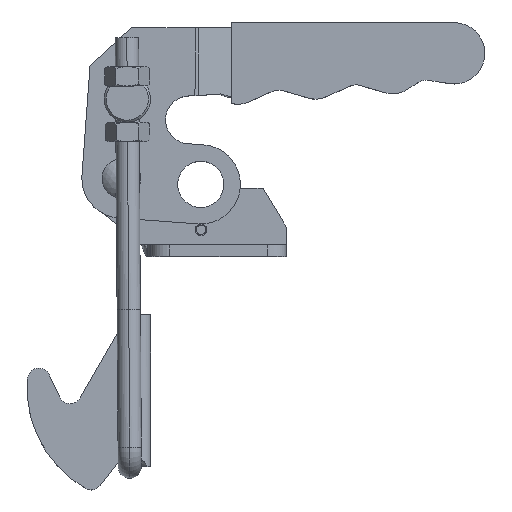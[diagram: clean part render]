
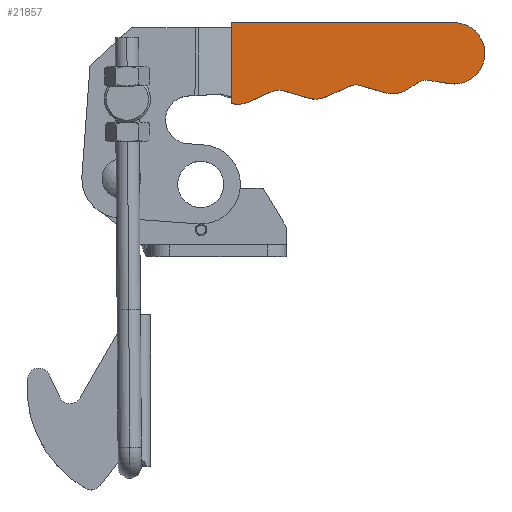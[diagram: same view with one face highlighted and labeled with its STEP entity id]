
A CAD part, top view. The second image highlights one B-rep face of the part: STEP entity #21857.
In plain terms, the highlighted planar face has unit normal (0, 0, 1).
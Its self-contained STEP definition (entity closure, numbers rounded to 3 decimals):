
#386 = CIRCLE ( 'NONE', #4110, 7.89 ) ;
#561 = VERTEX_POINT ( 'NONE', #22258 ) ;
#968 = ORIENTED_EDGE ( 'NONE', *, *, #9870, .T. ) ;
#1065 = ORIENTED_EDGE ( 'NONE', *, *, #6198, .T. ) ;
#1156 = VERTEX_POINT ( 'NONE', #23396 ) ;
#1232 = DIRECTION ( 'NONE',  ( 0., 0., 1. ) ) ;
#1400 = ORIENTED_EDGE ( 'NONE', *, *, #21378, .T. ) ;
#1419 = DIRECTION ( 'NONE',  ( 0.96, -0.279, 0. ) ) ;
#1536 = CARTESIAN_POINT ( 'NONE',  ( 48.164, 20.718, 4.5 ) ) ;
#1601 = VERTEX_POINT ( 'NONE', #4495 ) ;
#1748 = CIRCLE ( 'NONE', #12881, 6.5 ) ;
#1761 = VERTEX_POINT ( 'NONE', #7129 ) ;
#1827 = EDGE_CURVE ( 'NONE', #24128, #12734, #1748, .T. ) ;
#2486 = VECTOR ( 'NONE', #21043, 1000. ) ;
#2544 = CARTESIAN_POINT ( 'NONE',  ( 9.648, 2.021, 4.5 ) ) ;
#2636 = CIRCLE ( 'NONE', #18073, 3.5 ) ;
#2844 = ORIENTED_EDGE ( 'NONE', *, *, #2874, .T. ) ;
#2874 = EDGE_CURVE ( 'NONE', #23590, #12044, #10795, .T. ) ;
#3728 = VECTOR ( 'NONE', #4776, 1000. ) ;
#3766 = DIRECTION ( 'NONE',  ( 0., 0., 1. ) ) ;
#3790 = ORIENTED_EDGE ( 'NONE', *, *, #6519, .T. ) ;
#4110 = AXIS2_PLACEMENT_3D ( 'NONE', #22356, #10962, #24249 ) ;
#4145 = CARTESIAN_POINT ( 'NONE',  ( 30.019, 25.622, 4.5 ) ) ;
#4495 = CARTESIAN_POINT ( 'NONE',  ( 59.005, 23.847, 4.5 ) ) ;
#4776 = DIRECTION ( 'NONE',  ( 0.989, -0.151, 0. ) ) ;
#5702 = CARTESIAN_POINT ( 'NONE',  ( 86.288, 40.123, 4.5 ) ) ;
#5888 = CIRCLE ( 'NONE', #13623, 3.5 ) ;
#5924 = VERTEX_POINT ( 'NONE', #20873 ) ;
#6026 = DIRECTION ( 'NONE',  ( 0.997, -0.073, 0. ) ) ;
#6125 = ORIENTED_EDGE ( 'NONE', *, *, #6490, .T. ) ;
#6198 = EDGE_CURVE ( 'NONE', #12515, #23590, #386, .T. ) ;
#6378 = CARTESIAN_POINT ( 'NONE',  ( 6.879, 8.281, 4.5 ) ) ;
#6490 = EDGE_CURVE ( 'NONE', #12734, #1601, #22193, .T. ) ;
#6519 = EDGE_CURVE ( 'NONE', #6924, #6916, #16563, .T. ) ;
#6587 = CARTESIAN_POINT ( 'NONE',  ( 3.994, 36.761, 4.5 ) ) ;
#6866 = CARTESIAN_POINT ( 'NONE',  ( 7.102, 39.757, 4.5 ) ) ;
#6916 = VERTEX_POINT ( 'NONE', #9861 ) ;
#6924 = VERTEX_POINT ( 'NONE', #19328 ) ;
#7129 = CARTESIAN_POINT ( 'NONE',  ( 78.909, 25.311, 4.5 ) ) ;
#7208 = DIRECTION ( 'NONE',  ( 0.84, 0.542, 0. ) ) ;
#7451 = PLANE ( 'NONE',  #18304 ) ;
#7681 = LINE ( 'NONE', #24011, #17140 ) ;
#7697 = CARTESIAN_POINT ( 'NONE',  ( 60.421, 20.646, 4.5 ) ) ;
#7861 = CARTESIAN_POINT ( 'NONE',  ( 61.396, 24.008, 4.5 ) ) ;
#7883 = CARTESIAN_POINT ( 'NONE',  ( 78.38, 21.852, 4.5 ) ) ;
#7975 = AXIS2_PLACEMENT_3D ( 'NONE', #7883, #21142, #9742 ) ;
#8018 = EDGE_CURVE ( 'NONE', #10901, #1601, #2636, .T. ) ;
#8095 = DIRECTION ( 'NONE',  ( 0.915, 0.404, 0. ) ) ;
#8271 = CARTESIAN_POINT ( 'NONE',  ( 76.483, 24.793, 4.5 ) ) ;
#8398 = VECTOR ( 'NONE', #7208, 1000. ) ;
#9075 = AXIS2_PLACEMENT_3D ( 'NONE', #4145, #17335, #6026 ) ;
#9108 = AXIS2_PLACEMENT_3D ( 'NONE', #12469, #1232, #14374 ) ;
#9138 = ORIENTED_EDGE ( 'NONE', *, *, #20275, .F. ) ;
#9210 = DIRECTION ( 'NONE',  ( 0., 0., 1. ) ) ;
#9543 = DIRECTION ( 'NONE',  ( 0.997, -0.073, 0. ) ) ;
#9742 = DIRECTION ( 'NONE',  ( 0.997, -0.073, 0. ) ) ;
#9861 = CARTESIAN_POINT ( 'NONE',  ( 39.05, 22.508, 4.5 ) ) ;
#9862 = DIRECTION ( 'NONE',  ( 0., 0., 1. ) ) ;
#9870 = EDGE_CURVE ( 'NONE', #561, #13754, #13411, .T. ) ;
#10266 = EDGE_CURVE ( 'NONE', #10901, #15250, #11651, .T. ) ;
#10795 = LINE ( 'NONE', #20616, #15249 ) ;
#10901 = VERTEX_POINT ( 'NONE', #7861 ) ;
#10962 = DIRECTION ( 'NONE',  ( 0., 0., 1. ) ) ;
#11130 = DIRECTION ( 'NONE',  ( -1., 0.003, 0. ) ) ;
#11651 = LINE ( 'NONE', #6866, #21176 ) ;
#12044 = VERTEX_POINT ( 'NONE', #15662 ) ;
#12244 = CARTESIAN_POINT ( 'NONE',  ( 84.508, 24.456, 4.5 ) ) ;
#12469 = CARTESIAN_POINT ( 'NONE',  ( 69.93, 28.3, 4.5 ) ) ;
#12485 = LINE ( 'NONE', #19117, #2486 ) ;
#12515 = VERTEX_POINT ( 'NONE', #12244 ) ;
#12687 = FACE_OUTER_BOUND ( 'NONE', #13283, .T. ) ;
#12720 = VECTOR ( 'NONE', #17619, 1000. ) ;
#12734 = VERTEX_POINT ( 'NONE', #14195 ) ;
#12881 = AXIS2_PLACEMENT_3D ( 'NONE', #20592, #9210, #22494 ) ;
#13283 = EDGE_LOOP ( 'NONE', ( #23821, #21244, #14086, #6125, #16280, #17151, #15669, #968, #9138, #22822, #1065, #2844, #17858, #1400, #3790 ) ) ;
#13391 = CIRCLE ( 'NONE', #9075, 6.5 ) ;
#13411 = LINE ( 'NONE', #14700, #8398 ) ;
#13623 = AXIS2_PLACEMENT_3D ( 'NONE', #21261, #9862, #23134 ) ;
#13754 = VERTEX_POINT ( 'NONE', #8271 ) ;
#14086 = ORIENTED_EDGE ( 'NONE', *, *, #1827, .T. ) ;
#14117 = CARTESIAN_POINT ( 'NONE',  ( 68.119, 22.058, 4.5 ) ) ;
#14195 = CARTESIAN_POINT ( 'NONE',  ( 52.603, 21.016, 4.5 ) ) ;
#14342 = LINE ( 'NONE', #6587, #3728 ) ;
#14374 = DIRECTION ( 'NONE',  ( 0.997, -0.073, 0. ) ) ;
#14567 = EDGE_CURVE ( 'NONE', #12044, #1156, #12485, .T. ) ;
#14700 = CARTESIAN_POINT ( 'NONE',  ( 21.555, -10.642, 4.5 ) ) ;
#15031 = CARTESIAN_POINT ( 'NONE',  ( 1.5, 20.445, 4.5 ) ) ;
#15249 = VECTOR ( 'NONE', #11130, 1000. ) ;
#15250 = VERTEX_POINT ( 'NONE', #14117 ) ;
#15662 = CARTESIAN_POINT ( 'NONE',  ( 28.317, 40.322, 4.5 ) ) ;
#15669 = ORIENTED_EDGE ( 'NONE', *, *, #23787, .T. ) ;
#15967 = EDGE_CURVE ( 'NONE', #5924, #24128, #7681, .T. ) ;
#16276 = DIRECTION ( 'NONE',  ( 0.96, -0.279, 0. ) ) ;
#16280 = ORIENTED_EDGE ( 'NONE', *, *, #8018, .F. ) ;
#16506 = EDGE_CURVE ( 'NONE', #5924, #6916, #5888, .T. ) ;
#16563 = LINE ( 'NONE', #6378, #21607 ) ;
#16947 = DIRECTION ( 'NONE',  ( 0.997, -0.073, 0. ) ) ;
#17140 = VECTOR ( 'NONE', #1419, 1000. ) ;
#17151 = ORIENTED_EDGE ( 'NONE', *, *, #10266, .T. ) ;
#17335 = DIRECTION ( 'NONE',  ( 0., 0., 1. ) ) ;
#17619 = DIRECTION ( 'NONE',  ( 0.915, 0.404, 0. ) ) ;
#17858 = ORIENTED_EDGE ( 'NONE', *, *, #14567, .T. ) ;
#18073 = AXIS2_PLACEMENT_3D ( 'NONE', #7697, #20951, #9543 ) ;
#18304 = AXIS2_PLACEMENT_3D ( 'NONE', #15031, #3766, #16947 ) ;
#19072 = CIRCLE ( 'NONE', #7975, 3.5 ) ;
#19117 = CARTESIAN_POINT ( 'NONE',  ( 28.249, 20.353, 4.5 ) ) ;
#19328 = CARTESIAN_POINT ( 'NONE',  ( 32.648, 19.677, 4.5 ) ) ;
#20275 = EDGE_CURVE ( 'NONE', #1761, #13754, #19072, .T. ) ;
#20487 = EDGE_CURVE ( 'NONE', #1761, #12515, #14342, .T. ) ;
#20592 = CARTESIAN_POINT ( 'NONE',  ( 49.974, 26.961, 4.5 ) ) ;
#20616 = CARTESIAN_POINT ( 'NONE',  ( 1.569, 40.414, 4.5 ) ) ;
#20873 = CARTESIAN_POINT ( 'NONE',  ( 41.441, 22.668, 4.5 ) ) ;
#20951 = DIRECTION ( 'NONE',  ( 0., 0., 1. ) ) ;
#21043 = DIRECTION ( 'NONE',  ( -0.003, -1., 0. ) ) ;
#21142 = DIRECTION ( 'NONE',  ( 0., 0., 1. ) ) ;
#21176 = VECTOR ( 'NONE', #16276, 1000. ) ;
#21244 = ORIENTED_EDGE ( 'NONE', *, *, #15967, .T. ) ;
#21261 = CARTESIAN_POINT ( 'NONE',  ( 40.466, 19.307, 4.5 ) ) ;
#21378 = EDGE_CURVE ( 'NONE', #1156, #6924, #13391, .T. ) ;
#21607 = VECTOR ( 'NONE', #8095, 1000. ) ;
#21857 = ADVANCED_FACE ( 'NONE', ( #12687 ), #7451, .T. ) ;
#22193 = LINE ( 'NONE', #2544, #12720 ) ;
#22258 = CARTESIAN_POINT ( 'NONE',  ( 73.453, 22.838, 4.5 ) ) ;
#22356 = CARTESIAN_POINT ( 'NONE',  ( 85.7, 32.255, 4.5 ) ) ;
#22494 = DIRECTION ( 'NONE',  ( 0.997, -0.073, 0. ) ) ;
#22822 = ORIENTED_EDGE ( 'NONE', *, *, #20487, .T. ) ;
#23134 = DIRECTION ( 'NONE',  ( 0.997, -0.073, 0. ) ) ;
#23396 = CARTESIAN_POINT ( 'NONE',  ( 28.246, 19.368, 4.5 ) ) ;
#23590 = VERTEX_POINT ( 'NONE', #5702 ) ;
#23787 = EDGE_CURVE ( 'NONE', #15250, #561, #24134, .T. ) ;
#23821 = ORIENTED_EDGE ( 'NONE', *, *, #16506, .F. ) ;
#24011 = CARTESIAN_POINT ( 'NONE',  ( 5.195, 33.182, 4.5 ) ) ;
#24128 = VERTEX_POINT ( 'NONE', #1536 ) ;
#24134 = CIRCLE ( 'NONE', #9108, 6.5 ) ;
#24249 = DIRECTION ( 'NONE',  ( 0.997, -0.073, 0. ) ) ;
